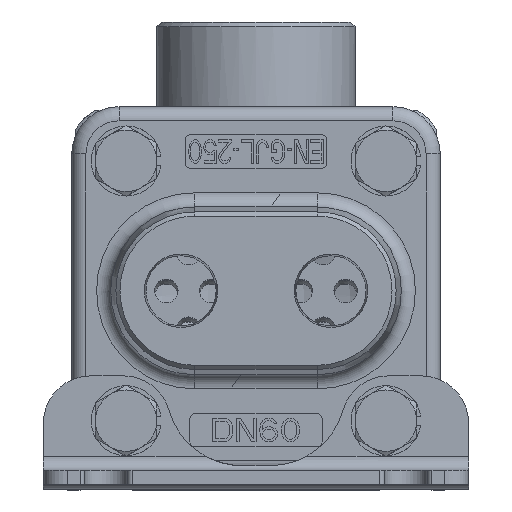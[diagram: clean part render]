
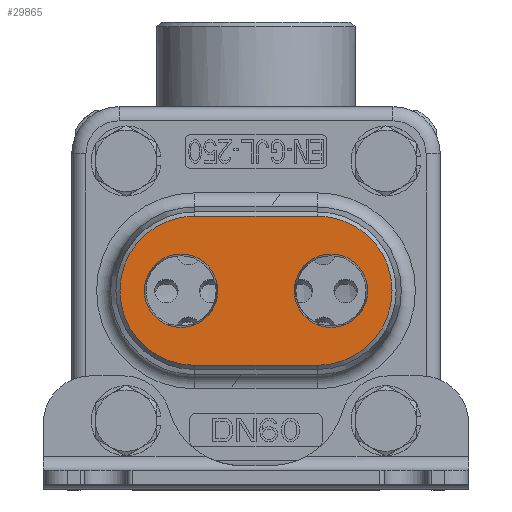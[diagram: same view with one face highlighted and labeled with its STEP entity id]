
A CAD part, top view. The second image highlights one B-rep face of the part: STEP entity #29865.
In plain terms, the highlighted planar face has unit normal (0, 0, 1).
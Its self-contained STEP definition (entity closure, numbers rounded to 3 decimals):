
#21160=CARTESIAN_POINT('',(0.,13.,16.));
#21161=DIRECTION('',(0.,0.,1.));
#21162=DIRECTION('',(1.,0.,0.));
#21163=AXIS2_PLACEMENT_3D('',#21160,#21161,#21162);
#21165=DIRECTION('',(0.,1.,0.));
#21166=VECTOR('',#21165,26.);
#21167=CARTESIAN_POINT('',(15.8,-13.,16.));
#21168=LINE('',#21167,#21166);
#21169=CARTESIAN_POINT('',(0.,-13.,16.));
#21170=DIRECTION('',(0.,0.,1.));
#21171=DIRECTION('',(-1.,0.,0.));
#21172=AXIS2_PLACEMENT_3D('',#21169,#21170,#21171);
#21174=DIRECTION('',(0.,-1.,0.));
#21175=VECTOR('',#21174,26.);
#21176=CARTESIAN_POINT('',(-15.8,13.,16.));
#21177=LINE('',#21176,#21175);
#21178=CARTESIAN_POINT('',(0.,15.875,16.));
#21179=DIRECTION('',(0.,0.,1.));
#21180=DIRECTION('',(-1.,0.,0.));
#21181=AXIS2_PLACEMENT_3D('',#21178,#21179,#21180);
#21183=CARTESIAN_POINT('',(0.,15.875,16.));
#21184=DIRECTION('',(0.,0.,1.));
#21185=DIRECTION('',(1.,0.,0.));
#21186=AXIS2_PLACEMENT_3D('',#21183,#21184,#21185);
#21188=CARTESIAN_POINT('',(0.,-15.875,16.));
#21189=DIRECTION('',(0.,0.,-1.));
#21190=DIRECTION('',(-1.,0.,0.));
#21191=AXIS2_PLACEMENT_3D('',#21188,#21189,#21190);
#21193=CARTESIAN_POINT('',(0.,-15.875,16.));
#21194=DIRECTION('',(0.,0.,-1.));
#21195=DIRECTION('',(1.,0.,0.));
#21196=AXIS2_PLACEMENT_3D('',#21193,#21194,#21195);
#27470=CARTESIAN_POINT('',(15.8,13.,16.));
#27471=CARTESIAN_POINT('',(-15.8,13.,16.));
#27472=VERTEX_POINT('',#27470);
#27473=VERTEX_POINT('',#27471);
#27474=CARTESIAN_POINT('',(-15.8,-13.,16.));
#27475=VERTEX_POINT('',#27474);
#27476=CARTESIAN_POINT('',(15.8,-13.,16.));
#27477=VERTEX_POINT('',#27476);
#27534=CARTESIAN_POINT('',(-7.773,15.875,16.));
#27535=CARTESIAN_POINT('',(7.773,15.875,16.));
#27536=VERTEX_POINT('',#27534);
#27537=VERTEX_POINT('',#27535);
#27546=CARTESIAN_POINT('',(-7.773,-15.875,16.));
#27547=CARTESIAN_POINT('',(7.773,-15.875,16.));
#27548=VERTEX_POINT('',#27546);
#27549=VERTEX_POINT('',#27547);
#29841=CARTESIAN_POINT('',(0.,0.,16.));
#29842=DIRECTION('',(0.,0.,1.));
#29843=DIRECTION('',(0.,1.,0.));
#29844=AXIS2_PLACEMENT_3D('',#29841,#29842,#29843);
#29845=PLANE('',#29844);
#29847=ORIENTED_EDGE('',*,*,#29846,.F.);
#29849=ORIENTED_EDGE('',*,*,#29848,.F.);
#29851=ORIENTED_EDGE('',*,*,#29850,.F.);
#29853=ORIENTED_EDGE('',*,*,#29852,.F.);
#29854=EDGE_LOOP('',(#29847,#29849,#29851,#29853));
#29855=FACE_OUTER_BOUND('',#29854,.F.);
#29856=ORIENTED_EDGE('',*,*,#28804,.T.);
#29857=ORIENTED_EDGE('',*,*,#28821,.T.);
#29858=EDGE_LOOP('',(#29856,#29857));
#29859=FACE_BOUND('',#29858,.F.);
#29861=ORIENTED_EDGE('',*,*,#29860,.F.);
#29862=ORIENTED_EDGE('',*,*,#28726,.F.);
#29863=EDGE_LOOP('',(#29861,#29862));
#29864=FACE_BOUND('',#29863,.F.);
#29865=ADVANCED_FACE('',(#29855,#29859,#29864),#29845,.T.);
#21164=CIRCLE('',#21163,15.8);
#21173=CIRCLE('',#21172,15.8);
#21182=CIRCLE('',#21181,7.773);
#21187=CIRCLE('',#21186,7.773);
#21192=CIRCLE('',#21191,7.773);
#21197=CIRCLE('',#21196,7.773);
#28726=EDGE_CURVE('',#27549,#27548,#21197,.T.);
#28804=EDGE_CURVE('',#27536,#27537,#21182,.T.);
#28821=EDGE_CURVE('',#27537,#27536,#21187,.T.);
#29846=EDGE_CURVE('',#27472,#27473,#21164,.T.);
#29848=EDGE_CURVE('',#27477,#27472,#21168,.T.);
#29850=EDGE_CURVE('',#27475,#27477,#21173,.T.);
#29852=EDGE_CURVE('',#27473,#27475,#21177,.T.);
#29860=EDGE_CURVE('',#27548,#27549,#21192,.T.);
